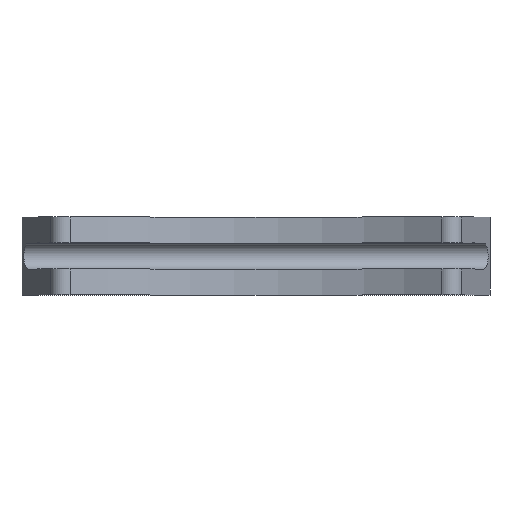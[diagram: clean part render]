
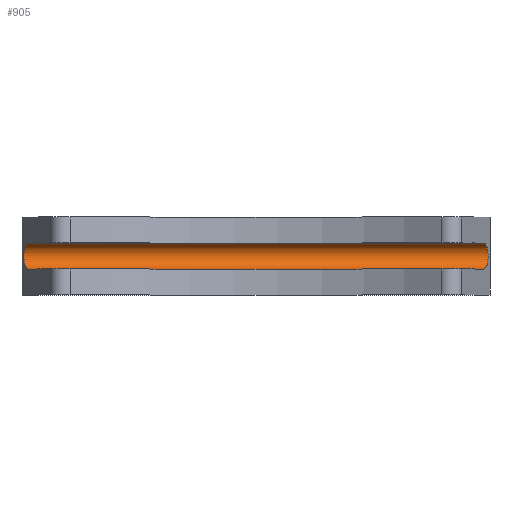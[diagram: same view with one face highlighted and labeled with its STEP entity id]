
A CAD part, top view. The second image highlights one B-rep face of the part: STEP entity #905.
In plain terms, the highlighted cylindrical face has radius 5 mm (diameter 10 mm), a partial arc.
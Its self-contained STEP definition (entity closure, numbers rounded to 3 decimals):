
#43 = PLANE('',#44);
#44 = AXIS2_PLACEMENT_3D('',#45,#46,#47);
#45 = CARTESIAN_POINT('',(-90.,15.,0.));
#46 = DIRECTION('',(-0.943,0.,0.334));
#47 = DIRECTION('',(0.334,0.,0.943));
#152 = VERTEX_POINT('',#153);
#153 = CARTESIAN_POINT('',(-87.522,-5.,7.));
#167 = PLANE('',#168);
#168 = AXIS2_PLACEMENT_3D('',#169,#170,#171);
#169 = CARTESIAN_POINT('',(5000.,-5.,7.));
#170 = DIRECTION('',(0.,1.,0.));
#171 = DIRECTION('',(0.,0.,1.));
#179 = EDGE_CURVE('',#180,#152,#182,.T.);
#180 = VERTEX_POINT('',#181);
#181 = CARTESIAN_POINT('',(-87.522,5.,7.));
#182 = SURFACE_CURVE('',#183,(#188,#195),.PCURVE_S1.);
#183 = ELLIPSE('',#184,5.304,5.);
#184 = AXIS2_PLACEMENT_3D('',#185,#186,#187);
#185 = CARTESIAN_POINT('',(-87.522,0.,7.));
#186 = DIRECTION('',(-0.943,0.,0.334)
  );
#187 = DIRECTION('',(0.334,0.,0.943)
  );
#188 = PCURVE('',#43,#189);
#189 = DEFINITIONAL_REPRESENTATION('',(#190),#194);
#190 = ELLIPSE('',#191,5.304,5.);
#191 = AXIS2_PLACEMENT_2D('',#192,#193);
#192 = CARTESIAN_POINT('',(7.426,-15.));
#193 = DIRECTION('',(1.,0.));
#194 = ( GEOMETRIC_REPRESENTATION_CONTEXT(2) 
PARAMETRIC_REPRESENTATION_CONTEXT() REPRESENTATION_CONTEXT('2D SPACE',''
  ) );
#195 = PCURVE('',#196,#201);
#196 = CYLINDRICAL_SURFACE('',#197,5.);
#197 = AXIS2_PLACEMENT_3D('',#198,#199,#200);
#198 = CARTESIAN_POINT('',(5000.,0.,7.));
#199 = DIRECTION('',(1.,0.,0.));
#200 = DIRECTION('',(0.,1.,0.));
#201 = DEFINITIONAL_REPRESENTATION('',(#202),#219);
#202 = B_SPLINE_CURVE_WITH_KNOTS('',8,(#203,#204,#205,#206,#207,#208,
    #209,#210,#211,#212,#213,#214,#215,#216,#217,#218),.UNSPECIFIED.,.F.
  ,.F.,(9,7,9),(1.571,3.142,4.712),
  .UNSPECIFIED.);
#203 = CARTESIAN_POINT('',(6.283,-5087.522));
#204 = CARTESIAN_POINT('',(6.087,-5087.869));
#205 = CARTESIAN_POINT('',(5.89,-5088.217));
#206 = CARTESIAN_POINT('',(5.694,-5088.544));
#207 = CARTESIAN_POINT('',(5.498,-5088.83));
#208 = CARTESIAN_POINT('',(5.301,-5089.058));
#209 = CARTESIAN_POINT('',(5.105,-5089.214));
#210 = CARTESIAN_POINT('',(4.909,-5089.292));
#211 = CARTESIAN_POINT('',(4.516,-5089.292));
#212 = CARTESIAN_POINT('',(4.32,-5089.214));
#213 = CARTESIAN_POINT('',(4.123,-5089.058));
#214 = CARTESIAN_POINT('',(3.927,-5088.83));
#215 = CARTESIAN_POINT('',(3.731,-5088.544));
#216 = CARTESIAN_POINT('',(3.534,-5088.217));
#217 = CARTESIAN_POINT('',(3.338,-5087.869));
#218 = CARTESIAN_POINT('',(3.142,-5087.522));
#219 = ( GEOMETRIC_REPRESENTATION_CONTEXT(2) 
PARAMETRIC_REPRESENTATION_CONTEXT() REPRESENTATION_CONTEXT('2D SPACE',''
  ) );
#237 = PLANE('',#238);
#238 = AXIS2_PLACEMENT_3D('',#239,#240,#241);
#239 = CARTESIAN_POINT('',(5000.,5.,37.5));
#240 = DIRECTION('',(0.,-1.,0.));
#241 = DIRECTION('',(0.,0.,-1.));
#318 = PLANE('',#319);
#319 = AXIS2_PLACEMENT_3D('',#320,#321,#322);
#320 = CARTESIAN_POINT('',(90.,15.,0.));
#321 = DIRECTION('',(-0.943,0.,-0.334)
  );
#322 = DIRECTION('',(-0.334,0.,0.943)
  );
#583 = VERTEX_POINT('',#584);
#584 = CARTESIAN_POINT('',(87.522,5.,7.));
#659 = EDGE_CURVE('',#583,#180,#660,.T.);
#660 = SURFACE_CURVE('',#661,(#665,#672),.PCURVE_S1.);
#661 = LINE('',#662,#663);
#662 = CARTESIAN_POINT('',(5000.,5.,7.));
#663 = VECTOR('',#664,1.);
#664 = DIRECTION('',(-1.,0.,0.));
#665 = PCURVE('',#237,#666);
#666 = DEFINITIONAL_REPRESENTATION('',(#667),#671);
#667 = LINE('',#668,#669);
#668 = CARTESIAN_POINT('',(30.5,0.));
#669 = VECTOR('',#670,1.);
#670 = DIRECTION('',(0.,-1.));
#671 = ( GEOMETRIC_REPRESENTATION_CONTEXT(2) 
PARAMETRIC_REPRESENTATION_CONTEXT() REPRESENTATION_CONTEXT('2D SPACE',''
  ) );
#672 = PCURVE('',#196,#673);
#673 = DEFINITIONAL_REPRESENTATION('',(#674),#678);
#674 = LINE('',#675,#676);
#675 = CARTESIAN_POINT('',(6.283,0.));
#676 = VECTOR('',#677,1.);
#677 = DIRECTION('',(0.,-1.));
#678 = ( GEOMETRIC_REPRESENTATION_CONTEXT(2) 
PARAMETRIC_REPRESENTATION_CONTEXT() REPRESENTATION_CONTEXT('2D SPACE',''
  ) );
#905 = ADVANCED_FACE('',(#906),#196,.F.);
#906 = FACE_BOUND('',#907,.F.);
#907 = EDGE_LOOP('',(#908,#945,#966,#967));
#908 = ORIENTED_EDGE('',*,*,#909,.T.);
#909 = EDGE_CURVE('',#583,#910,#912,.T.);
#910 = VERTEX_POINT('',#911);
#911 = CARTESIAN_POINT('',(87.522,-5.,7.));
#912 = SURFACE_CURVE('',#913,(#918,#938),.PCURVE_S1.);
#913 = ELLIPSE('',#914,5.304,5.);
#914 = AXIS2_PLACEMENT_3D('',#915,#916,#917);
#915 = CARTESIAN_POINT('',(87.522,0.,7.));
#916 = DIRECTION('',(-0.943,0.,-0.334)
  );
#917 = DIRECTION('',(0.334,0.,-0.943)
  );
#918 = PCURVE('',#196,#919);
#919 = DEFINITIONAL_REPRESENTATION('',(#920),#937);
#920 = B_SPLINE_CURVE_WITH_KNOTS('',8,(#921,#922,#923,#924,#925,#926,
    #927,#928,#929,#930,#931,#932,#933,#934,#935,#936),.UNSPECIFIED.,.F.
  ,.F.,(9,7,9),(4.712,6.283,7.854),
  .UNSPECIFIED.);
#921 = CARTESIAN_POINT('',(6.283,-4912.478));
#922 = CARTESIAN_POINT('',(6.087,-4912.131));
#923 = CARTESIAN_POINT('',(5.89,-4911.783));
#924 = CARTESIAN_POINT('',(5.694,-4911.456));
#925 = CARTESIAN_POINT('',(5.498,-4911.17));
#926 = CARTESIAN_POINT('',(5.301,-4910.942));
#927 = CARTESIAN_POINT('',(5.105,-4910.786));
#928 = CARTESIAN_POINT('',(4.909,-4910.708));
#929 = CARTESIAN_POINT('',(4.516,-4910.708));
#930 = CARTESIAN_POINT('',(4.32,-4910.786));
#931 = CARTESIAN_POINT('',(4.123,-4910.942));
#932 = CARTESIAN_POINT('',(3.927,-4911.17));
#933 = CARTESIAN_POINT('',(3.731,-4911.456));
#934 = CARTESIAN_POINT('',(3.534,-4911.783));
#935 = CARTESIAN_POINT('',(3.338,-4912.131));
#936 = CARTESIAN_POINT('',(3.142,-4912.478));
#937 = ( GEOMETRIC_REPRESENTATION_CONTEXT(2) 
PARAMETRIC_REPRESENTATION_CONTEXT() REPRESENTATION_CONTEXT('2D SPACE',''
  ) );
#938 = PCURVE('',#318,#939);
#939 = DEFINITIONAL_REPRESENTATION('',(#940),#944);
#940 = ELLIPSE('',#941,5.304,5.);
#941 = AXIS2_PLACEMENT_2D('',#942,#943);
#942 = CARTESIAN_POINT('',(7.426,-15.));
#943 = DIRECTION('',(-1.,0.));
#944 = ( GEOMETRIC_REPRESENTATION_CONTEXT(2) 
PARAMETRIC_REPRESENTATION_CONTEXT() REPRESENTATION_CONTEXT('2D SPACE',''
  ) );
#945 = ORIENTED_EDGE('',*,*,#946,.T.);
#946 = EDGE_CURVE('',#910,#152,#947,.T.);
#947 = SURFACE_CURVE('',#948,(#952,#959),.PCURVE_S1.);
#948 = LINE('',#949,#950);
#949 = CARTESIAN_POINT('',(5000.,-5.,7.));
#950 = VECTOR('',#951,1.);
#951 = DIRECTION('',(-1.,0.,0.));
#952 = PCURVE('',#196,#953);
#953 = DEFINITIONAL_REPRESENTATION('',(#954),#958);
#954 = LINE('',#955,#956);
#955 = CARTESIAN_POINT('',(3.142,0.));
#956 = VECTOR('',#957,1.);
#957 = DIRECTION('',(0.,-1.));
#958 = ( GEOMETRIC_REPRESENTATION_CONTEXT(2) 
PARAMETRIC_REPRESENTATION_CONTEXT() REPRESENTATION_CONTEXT('2D SPACE',''
  ) );
#959 = PCURVE('',#167,#960);
#960 = DEFINITIONAL_REPRESENTATION('',(#961),#965);
#961 = LINE('',#962,#963);
#962 = CARTESIAN_POINT('',(0.,0.));
#963 = VECTOR('',#964,1.);
#964 = DIRECTION('',(0.,-1.));
#965 = ( GEOMETRIC_REPRESENTATION_CONTEXT(2) 
PARAMETRIC_REPRESENTATION_CONTEXT() REPRESENTATION_CONTEXT('2D SPACE',''
  ) );
#966 = ORIENTED_EDGE('',*,*,#179,.F.);
#967 = ORIENTED_EDGE('',*,*,#659,.F.);
